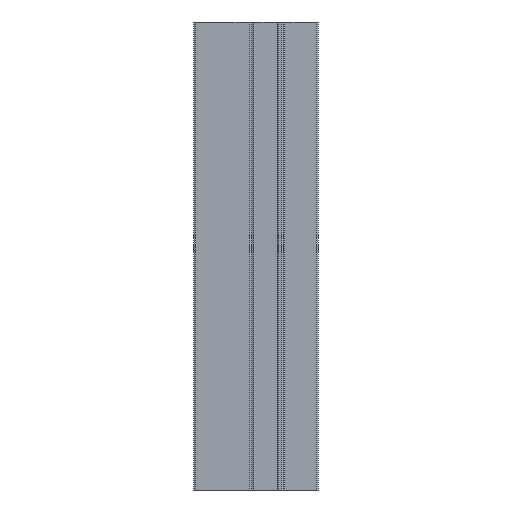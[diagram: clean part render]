
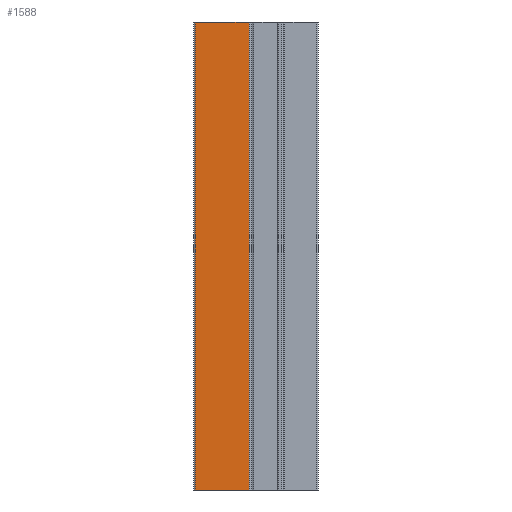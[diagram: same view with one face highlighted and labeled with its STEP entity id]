
A CAD part, left-side view. The second image highlights one B-rep face of the part: STEP entity #1588.
In plain terms, the highlighted planar face has unit normal (-1, 0, 0).
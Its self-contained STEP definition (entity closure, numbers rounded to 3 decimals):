
#31 = ORIENTED_EDGE ( 'NONE', *, *, #1321, .T. ) ;
#95 = DIRECTION ( 'NONE',  ( 0., -1., 0. ) ) ;
#100 = CARTESIAN_POINT ( 'NONE',  ( -12.5, -10.8, 100. ) ) ;
#188 = VERTEX_POINT ( 'NONE', #499 ) ;
#326 = CARTESIAN_POINT ( 'NONE',  ( -12.5, 0., 0. ) ) ;
#369 = VERTEX_POINT ( 'NONE', #1576 ) ;
#393 = VERTEX_POINT ( 'NONE', #2027 ) ;
#499 = CARTESIAN_POINT ( 'NONE',  ( -12.5, 0.7, 100. ) ) ;
#540 = ORIENTED_EDGE ( 'NONE', *, *, #2795, .F. ) ;
#583 = CARTESIAN_POINT ( 'NONE',  ( -12.5, -10.8, 100. ) ) ;
#613 = LINE ( 'NONE', #100, #2259 ) ;
#664 = EDGE_LOOP ( 'NONE', ( #31, #540, #2558, #1115 ) ) ;
#982 = CARTESIAN_POINT ( 'NONE',  ( -12.5, 0., 100. ) ) ;
#1025 = AXIS2_PLACEMENT_3D ( 'NONE', #982, #2973, #1483 ) ;
#1115 = ORIENTED_EDGE ( 'NONE', *, *, #2854, .T. ) ;
#1204 = PLANE ( 'NONE',  #1025 ) ;
#1303 = DIRECTION ( 'NONE',  ( 0., 0., -1. ) ) ;
#1321 = EDGE_CURVE ( 'NONE', #369, #393, #1853, .T. ) ;
#1465 = FACE_OUTER_BOUND ( 'NONE', #664, .T. ) ;
#1483 = DIRECTION ( 'NONE',  ( 0., 1., 0. ) ) ;
#1576 = CARTESIAN_POINT ( 'NONE',  ( -12.5, 0.7, 0. ) ) ;
#1588 = ADVANCED_FACE ( 'NONE', ( #1465 ), #1204, .F. ) ;
#1610 = DIRECTION ( 'NONE',  ( 0., -1., 0. ) ) ;
#1829 = VERTEX_POINT ( 'NONE', #583 ) ;
#1853 = LINE ( 'NONE', #326, #2586 ) ;
#1876 = CARTESIAN_POINT ( 'NONE',  ( -12.5, 0.7, 100. ) ) ;
#1890 = DIRECTION ( 'NONE',  ( 0., 0., -1. ) ) ;
#2027 = CARTESIAN_POINT ( 'NONE',  ( -12.5, -10.8, 0. ) ) ;
#2145 = LINE ( 'NONE', #1876, #2571 ) ;
#2259 = VECTOR ( 'NONE', #1303, 1000. ) ;
#2471 = VECTOR ( 'NONE', #1610, 1000. ) ;
#2558 = ORIENTED_EDGE ( 'NONE', *, *, #2913, .F. ) ;
#2571 = VECTOR ( 'NONE', #1890, 1000. ) ;
#2586 = VECTOR ( 'NONE', #95, 1000. ) ;
#2795 = EDGE_CURVE ( 'NONE', #1829, #393, #613, .T. ) ;
#2854 = EDGE_CURVE ( 'NONE', #188, #369, #2145, .T. ) ;
#2872 = LINE ( 'NONE', #2897, #2471 ) ;
#2897 = CARTESIAN_POINT ( 'NONE',  ( -12.5, 0., 100. ) ) ;
#2913 = EDGE_CURVE ( 'NONE', #188, #1829, #2872, .T. ) ;
#2973 = DIRECTION ( 'NONE',  ( 1., 0., 0. ) ) ;
